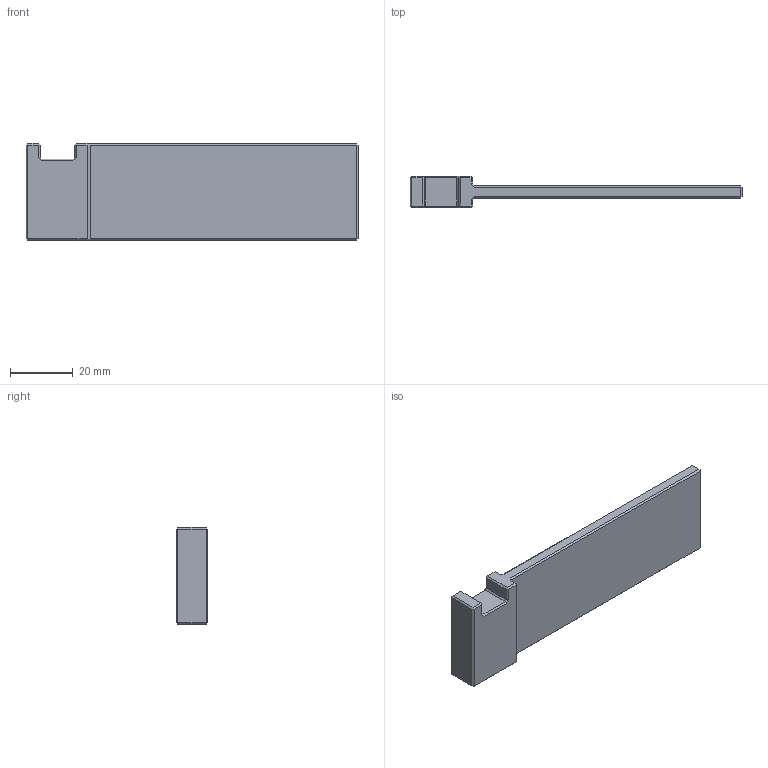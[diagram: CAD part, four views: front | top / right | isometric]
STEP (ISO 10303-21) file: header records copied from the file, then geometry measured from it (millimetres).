
FILE_DESCRIPTION (( 'STEP AP203' ), '1' );
FILE_NAME ('Pinning Station Pin Aligner_Default_sldprt.STEP', '2023-10-19T05:34:57', ( '' ), ( '' ), 'SwSTEP 2.0', 'SolidWorks 2023', '' );
FILE_SCHEMA (( 'CONFIG_CONTROL_DESIGN' ));
Length unit declared in the file: millimetre
Products named in the file (1): Pinning Station Pin Aligner_Default_sldprt
Bounding box: 106 x 10 x 31 mm (x, y, z)
Volume: 16239.7 mm3; surface area: 8045.1 mm2
Topology: 1 solids, 1 shells, 74 faces, 152 edges, 80 vertices
Faces by surface type: plane 74
Entity records: 1901 total; most frequent: CARTESIAN_POINT 307, ORIENTED_EDGE 304, DIRECTION 302, EDGE_CURVE 152, LINE 152, VECTOR 152, VERTEX_POINT 80, AXIS2_PLACEMENT_3D 75
